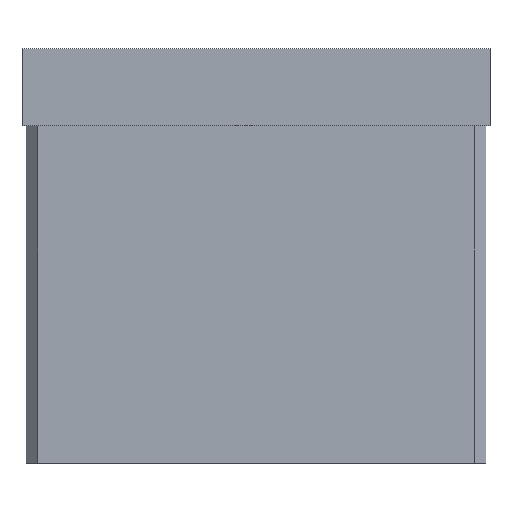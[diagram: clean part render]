
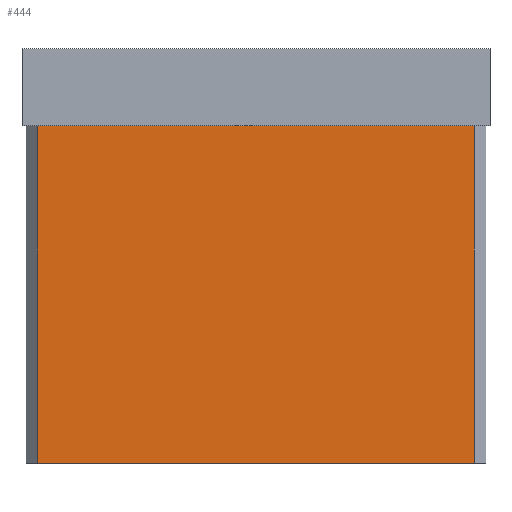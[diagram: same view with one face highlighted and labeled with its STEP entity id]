
A CAD part, left-side view. The second image highlights one B-rep face of the part: STEP entity #444.
In plain terms, the highlighted planar face has unit normal (-1, 0, 0).
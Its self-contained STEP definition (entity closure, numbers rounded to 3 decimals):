
#34 = CARTESIAN_POINT ( 'NONE',  ( 33.934, -12.103, -105. ) ) ;
#82 = PLANE ( 'NONE',  #454 ) ;
#84 = CARTESIAN_POINT ( 'NONE',  ( 33.934, -12.103, -105. ) ) ;
#86 = VERTEX_POINT ( 'NONE', #185 ) ;
#104 = EDGE_CURVE ( 'NONE', #315, #525, #398, .T. ) ;
#105 = LINE ( 'NONE', #271, #334 ) ;
#114 = VECTOR ( 'NONE', #456, 1000. ) ;
#118 = LINE ( 'NONE', #443, #470 ) ;
#136 = DIRECTION ( 'NONE',  ( 0., 0., 1. ) ) ;
#154 = EDGE_CURVE ( 'NONE', #315, #327, #273, .T. ) ;
#157 = CARTESIAN_POINT ( 'NONE',  ( 33.934, -12.103, 0. ) ) ;
#184 = EDGE_CURVE ( 'NONE', #525, #86, #118, .T. ) ;
#185 = CARTESIAN_POINT ( 'NONE',  ( 33.934, -147.897, 0. ) ) ;
#190 = CARTESIAN_POINT ( 'NONE',  ( 33.934, -12.103, -105. ) ) ;
#233 = DIRECTION ( 'NONE',  ( 0., -1., 0. ) ) ;
#243 = ORIENTED_EDGE ( 'NONE', *, *, #184, .F. ) ;
#269 = CARTESIAN_POINT ( 'NONE',  ( 33.934, -147.897, -105. ) ) ;
#271 = CARTESIAN_POINT ( 'NONE',  ( 33.934, -147.897, -105. ) ) ;
#272 = ORIENTED_EDGE ( 'NONE', *, *, #339, .T. ) ;
#273 = LINE ( 'NONE', #34, #114 ) ;
#280 = DIRECTION ( 'NONE',  ( -1., 0., 0. ) ) ;
#315 = VERTEX_POINT ( 'NONE', #190 ) ;
#320 = FACE_OUTER_BOUND ( 'NONE', #462, .T. ) ;
#327 = VERTEX_POINT ( 'NONE', #269 ) ;
#334 = VECTOR ( 'NONE', #349, 1000. ) ;
#339 = EDGE_CURVE ( 'NONE', #327, #86, #105, .T. ) ;
#347 = VECTOR ( 'NONE', #136, 1000. ) ;
#349 = DIRECTION ( 'NONE',  ( 0., 0., 1. ) ) ;
#356 = ORIENTED_EDGE ( 'NONE', *, *, #104, .F. ) ;
#398 = LINE ( 'NONE', #485, #347 ) ;
#443 = CARTESIAN_POINT ( 'NONE',  ( 33.934, -12.103, 0. ) ) ;
#444 = ADVANCED_FACE ( 'NONE', ( #320 ), #82, .T. ) ;
#454 = AXIS2_PLACEMENT_3D ( 'NONE', #84, #280, #513 ) ;
#456 = DIRECTION ( 'NONE',  ( 0., -1., 0. ) ) ;
#462 = EDGE_LOOP ( 'NONE', ( #243, #356, #527, #272 ) ) ;
#470 = VECTOR ( 'NONE', #233, 1000. ) ;
#485 = CARTESIAN_POINT ( 'NONE',  ( 33.934, -12.103, -105. ) ) ;
#513 = DIRECTION ( 'NONE',  ( 0., 0., 1. ) ) ;
#525 = VERTEX_POINT ( 'NONE', #157 ) ;
#527 = ORIENTED_EDGE ( 'NONE', *, *, #154, .T. ) ;
